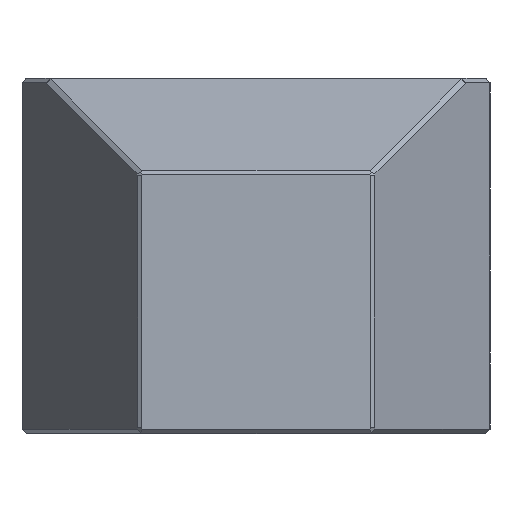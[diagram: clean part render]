
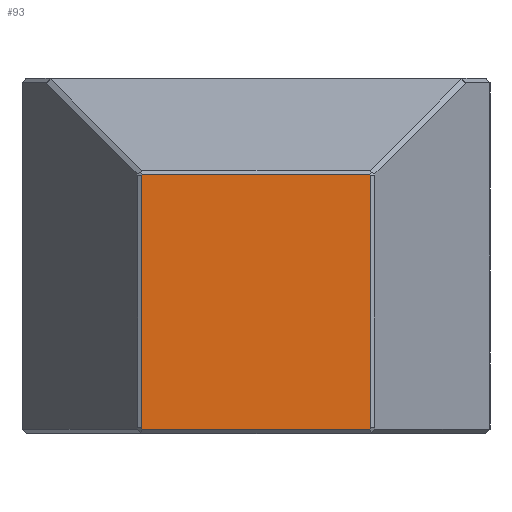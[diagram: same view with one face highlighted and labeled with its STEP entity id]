
A CAD part, left-side view. The second image highlights one B-rep face of the part: STEP entity #93.
In plain terms, the highlighted planar face has unit normal (-1, 0, 0).
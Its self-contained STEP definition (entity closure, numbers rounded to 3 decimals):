
#93 = ADVANCED_FACE( '', ( #196 ), #197, .T. );
#196 = FACE_OUTER_BOUND( '', #364, .T. );
#197 = PLANE( '', #365 );
#364 = EDGE_LOOP( '', ( #712, #713, #714, #715, #716, #717, #718, #719 ) );
#365 = AXIS2_PLACEMENT_3D( '', #720, #721, #722 );
#712 = ORIENTED_EDGE( '', *, *, #1346, .T. );
#713 = ORIENTED_EDGE( '', *, *, #1347, .T. );
#714 = ORIENTED_EDGE( '', *, *, #1348, .T. );
#715 = ORIENTED_EDGE( '', *, *, #1349, .T. );
#716 = ORIENTED_EDGE( '', *, *, #1350, .T. );
#717 = ORIENTED_EDGE( '', *, *, #1351, .T. );
#718 = ORIENTED_EDGE( '', *, *, #1352, .T. );
#719 = ORIENTED_EDGE( '', *, *, #1353, .T. );
#720 = CARTESIAN_POINT( '', ( -60., -25., 0. ) );
#721 = DIRECTION( '', ( -1., 0., 0. ) );
#722 = DIRECTION( '', ( 0., 0., 1. ) );
#1346 = EDGE_CURVE( '', #1692, #1693, #1694, .T. );
#1347 = EDGE_CURVE( '', #1693, #1695, #1696, .T. );
#1348 = EDGE_CURVE( '', #1695, #1697, #1698, .T. );
#1349 = EDGE_CURVE( '', #1697, #1699, #1700, .T. );
#1350 = EDGE_CURVE( '', #1699, #1701, #1702, .T. );
#1351 = EDGE_CURVE( '', #1701, #1703, #1704, .T. );
#1352 = EDGE_CURVE( '', #1703, #1705, #1706, .T. );
#1353 = EDGE_CURVE( '', #1705, #1692, #1707, .T. );
#1692 = VERTEX_POINT( '', #2208 );
#1693 = VERTEX_POINT( '', #2209 );
#1694 = LINE( '', #2210, #2211 );
#1695 = VERTEX_POINT( '', #2212 );
#1696 = LINE( '', #2213, #2214 );
#1697 = VERTEX_POINT( '', #2215 );
#1698 = LINE( '', #2216, #2217 );
#1699 = VERTEX_POINT( '', #2218 );
#1700 = LINE( '', #2219, #2220 );
#1701 = VERTEX_POINT( '', #2221 );
#1702 = LINE( '', #2222, #2223 );
#1703 = VERTEX_POINT( '', #2224 );
#1704 = LINE( '', #2225, #2226 );
#1705 = VERTEX_POINT( '', #2227 );
#1706 = LINE( '', #2228, #2229 );
#1707 = LINE( '', #2230, #2231 );
#2208 = CARTESIAN_POINT( '', ( -60., -12.173, 27.711 ) );
#2209 = CARTESIAN_POINT( '', ( -60., 12.173, 27.711 ) );
#2210 = CARTESIAN_POINT( '', ( -60., -25., 27.711 ) );
#2211 = VECTOR( '', #2592, 1000. );
#2212 = CARTESIAN_POINT( '', ( -60., 12.211, 27.644 ) );
#2213 = CARTESIAN_POINT( '', ( -60., 14.879, 23.024 ) );
#2214 = VECTOR( '', #2593, 1000. );
#2215 = CARTESIAN_POINT( '', ( -60., 12.211, 0.604 ) );
#2216 = CARTESIAN_POINT( '', ( -60., 12.211, 0. ) );
#2217 = VECTOR( '', #2594, 1000. );
#2218 = CARTESIAN_POINT( '', ( -60., 12.127, 0.5 ) );
#2219 = CARTESIAN_POINT( '', ( -60., -2.969, -17.988 ) );
#2220 = VECTOR( '', #2595, 1000. );
#2221 = CARTESIAN_POINT( '', ( -60., -12.127, 0.5 ) );
#2222 = CARTESIAN_POINT( '', ( -60., -25., 0.5 ) );
#2223 = VECTOR( '', #2596, 1000. );
#2224 = CARTESIAN_POINT( '', ( -60., -12.211, 0.604 ) );
#2225 = CARTESIAN_POINT( '', ( -60., -17.031, 6.507 ) );
#2226 = VECTOR( '', #2597, 1000. );
#2227 = CARTESIAN_POINT( '', ( -60., -12.211, 27.644 ) );
#2228 = CARTESIAN_POINT( '', ( -60., -12.211, 0. ) );
#2229 = VECTOR( '', #2598, 1000. );
#2230 = CARTESIAN_POINT( '', ( -60., -27.379, 1.373 ) );
#2231 = VECTOR( '', #2599, 1000. );
#2592 = DIRECTION( '', ( 0., 1., 0. ) );
#2593 = DIRECTION( '', ( 0., 0.5, -0.866 ) );
#2594 = DIRECTION( '', ( 0., 0., -1. ) );
#2595 = DIRECTION( '', ( 0., -0.632, -0.775 ) );
#2596 = DIRECTION( '', ( 0., -1., 0. ) );
#2597 = DIRECTION( '', ( 0., -0.632, 0.775 ) );
#2598 = DIRECTION( '', ( 0., 0., 1. ) );
#2599 = DIRECTION( '', ( 0., 0.5, 0.866 ) );
